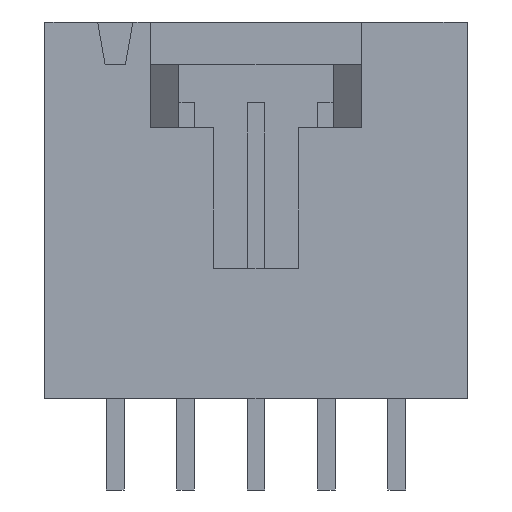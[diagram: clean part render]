
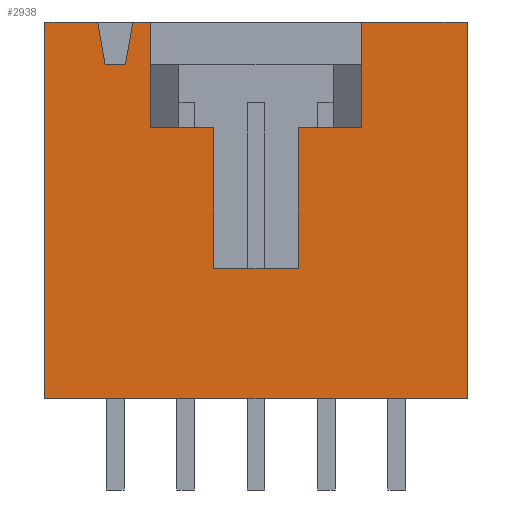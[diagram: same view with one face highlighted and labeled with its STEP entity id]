
A CAD part, front view. The second image highlights one B-rep face of the part: STEP entity #2938.
In plain terms, the highlighted planar face has unit normal (0, -1, 0).
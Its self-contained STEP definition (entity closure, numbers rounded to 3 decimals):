
#1614=CARTESIAN_POINT('',(7.62,-2.54,13.589));
#1615=VERTEX_POINT('',#1614);
#1622=CARTESIAN_POINT('',(7.62,-2.54,0.));
#1623=VERTEX_POINT('',#1622);
#1624=CARTESIAN_POINT('',(7.62,-2.54,0.));
#1625=DIRECTION('',(0.0,0.0,1.0));
#1626=VECTOR('',#1625,13.589);
#1627=LINE('',#1624,#1626);
#1628=EDGE_CURVE('',#1623,#1615,#1627,.T.);
#2002=CARTESIAN_POINT('',(-7.62,-2.54,13.589));
#2003=VERTEX_POINT('',#2002);
#2010=CARTESIAN_POINT('',(-5.715,-2.54,13.589));
#2011=VERTEX_POINT('',#2010);
#2012=CARTESIAN_POINT('',(-5.715,-2.54,13.589));
#2013=DIRECTION('',(-1.0,0.0,0.0));
#2014=VECTOR('',#2013,1.905);
#2015=LINE('',#2012,#2014);
#2016=EDGE_CURVE('',#2011,#2003,#2015,.T.);
#2034=CARTESIAN_POINT('',(-4.445,-2.54,13.589));
#2035=VERTEX_POINT('',#2034);
#2042=CARTESIAN_POINT('',(-3.81,-2.54,13.589));
#2043=VERTEX_POINT('',#2042);
#2044=CARTESIAN_POINT('',(-3.81,-2.54,13.589));
#2045=DIRECTION('',(-1.0,0.0,0.0));
#2046=VECTOR('',#2045,0.635);
#2047=LINE('',#2044,#2046);
#2048=EDGE_CURVE('',#2043,#2035,#2047,.T.);
#2066=CARTESIAN_POINT('',(3.81,-2.54,13.589));
#2067=VERTEX_POINT('',#2066);
#2074=CARTESIAN_POINT('',(7.62,-2.54,13.589));
#2075=DIRECTION('',(-1.0,0.0,0.0));
#2076=VECTOR('',#2075,3.81);
#2077=LINE('',#2074,#2076);
#2078=EDGE_CURVE('',#1615,#2067,#2077,.T.);
#2311=CARTESIAN_POINT('',(-7.62,-2.54,0.));
#2312=VERTEX_POINT('',#2311);
#2319=CARTESIAN_POINT('',(-7.62,-2.54,0.));
#2320=DIRECTION('',(0.0,0.0,1.0));
#2321=VECTOR('',#2320,13.589);
#2322=LINE('',#2319,#2321);
#2323=EDGE_CURVE('',#2312,#2003,#2322,.T.);
#2688=CARTESIAN_POINT('',(-1.524,-2.54,4.699));
#2689=VERTEX_POINT('',#2688);
#2696=CARTESIAN_POINT('',(1.524,-2.54,4.699));
#2697=VERTEX_POINT('',#2696);
#2698=CARTESIAN_POINT('',(1.524,-2.54,4.699));
#2699=DIRECTION('',(-1.0,0.0,0.0));
#2700=VECTOR('',#2699,3.048);
#2701=LINE('',#2698,#2700);
#2702=EDGE_CURVE('',#2697,#2689,#2701,.T.);
#2830=CARTESIAN_POINT('',(7.62,-2.54,0.));
#2831=DIRECTION('',(-1.0,0.0,0.0));
#2832=VECTOR('',#2831,15.24);
#2833=LINE('',#2830,#2832);
#2834=EDGE_CURVE('',#1623,#2312,#2833,.T.);
#2842=CARTESIAN_POINT('',(8.382,-2.54,-0.679));
#2843=DIRECTION('',(0.0,-1.0,0.0));
#2844=DIRECTION('',(0.0,0.0,1.0));
#2845=AXIS2_PLACEMENT_3D('',#2842,#2843,#2844);
#2846=PLANE('',#2845);
#2847=ORIENTED_EDGE('',*,*,#2016,.T.);
#2848=ORIENTED_EDGE('',*,*,#2323,.F.);
#2849=ORIENTED_EDGE('',*,*,#2834,.F.);
#2850=ORIENTED_EDGE('',*,*,#1628,.T.);
#2851=ORIENTED_EDGE('',*,*,#2078,.T.);
#2852=CARTESIAN_POINT('',(3.81,-2.54,9.779));
#2853=VERTEX_POINT('',#2852);
#2854=CARTESIAN_POINT('',(3.81,-2.54,13.589));
#2855=DIRECTION('',(0.0,0.0,-1.0));
#2856=VECTOR('',#2855,3.81);
#2857=LINE('',#2854,#2856);
#2858=EDGE_CURVE('',#2067,#2853,#2857,.T.);
#2859=ORIENTED_EDGE('',*,*,#2858,.T.);
#2860=CARTESIAN_POINT('',(2.794,-2.54,9.779));
#2861=VERTEX_POINT('',#2860);
#2862=CARTESIAN_POINT('',(3.81,-2.54,9.779));
#2863=DIRECTION('',(-1.0,0.0,0.0));
#2864=VECTOR('',#2863,1.016);
#2865=LINE('',#2862,#2864);
#2866=EDGE_CURVE('',#2853,#2861,#2865,.T.);
#2867=ORIENTED_EDGE('',*,*,#2866,.T.);
#2868=CARTESIAN_POINT('',(1.524,-2.54,9.779));
#2869=VERTEX_POINT('',#2868);
#2870=CARTESIAN_POINT('',(2.794,-2.54,9.779));
#2871=DIRECTION('',(-1.0,0.0,0.0));
#2872=VECTOR('',#2871,1.27);
#2873=LINE('',#2870,#2872);
#2874=EDGE_CURVE('',#2861,#2869,#2873,.T.);
#2875=ORIENTED_EDGE('',*,*,#2874,.T.);
#2876=CARTESIAN_POINT('',(1.524,-2.54,9.779));
#2877=DIRECTION('',(0.0,0.0,-1.0));
#2878=VECTOR('',#2877,5.08);
#2879=LINE('',#2876,#2878);
#2880=EDGE_CURVE('',#2869,#2697,#2879,.T.);
#2881=ORIENTED_EDGE('',*,*,#2880,.T.);
#2882=ORIENTED_EDGE('',*,*,#2702,.T.);
#2883=CARTESIAN_POINT('',(-1.524,-2.54,9.779));
#2884=VERTEX_POINT('',#2883);
#2885=CARTESIAN_POINT('',(-1.524,-2.54,9.779));
#2886=DIRECTION('',(0.0,0.0,-1.0));
#2887=VECTOR('',#2886,5.08);
#2888=LINE('',#2885,#2887);
#2889=EDGE_CURVE('',#2884,#2689,#2888,.T.);
#2890=ORIENTED_EDGE('',*,*,#2889,.F.);
#2891=CARTESIAN_POINT('',(-2.794,-2.54,9.779));
#2892=VERTEX_POINT('',#2891);
#2893=CARTESIAN_POINT('',(-1.524,-2.54,9.779));
#2894=DIRECTION('',(-1.0,0.0,0.0));
#2895=VECTOR('',#2894,1.27);
#2896=LINE('',#2893,#2895);
#2897=EDGE_CURVE('',#2884,#2892,#2896,.T.);
#2898=ORIENTED_EDGE('',*,*,#2897,.T.);
#2899=CARTESIAN_POINT('',(-3.81,-2.54,9.779));
#2900=VERTEX_POINT('',#2899);
#2901=CARTESIAN_POINT('',(-2.794,-2.54,9.779));
#2902=DIRECTION('',(-1.0,0.0,0.0));
#2903=VECTOR('',#2902,1.016);
#2904=LINE('',#2901,#2903);
#2905=EDGE_CURVE('',#2892,#2900,#2904,.T.);
#2906=ORIENTED_EDGE('',*,*,#2905,.T.);
#2907=CARTESIAN_POINT('',(-3.81,-2.54,13.589));
#2908=DIRECTION('',(0.0,0.0,-1.0));
#2909=VECTOR('',#2908,3.81);
#2910=LINE('',#2907,#2909);
#2911=EDGE_CURVE('',#2043,#2900,#2910,.T.);
#2912=ORIENTED_EDGE('',*,*,#2911,.F.);
#2913=ORIENTED_EDGE('',*,*,#2048,.T.);
#2914=CARTESIAN_POINT('',(-4.714,-2.54,12.065));
#2915=VERTEX_POINT('',#2914);
#2916=CARTESIAN_POINT('',(-4.714,-2.54,12.065));
#2917=DIRECTION('',(0.174,0.0,0.985));
#2918=VECTOR('',#2917,1.548);
#2919=LINE('',#2916,#2918);
#2920=EDGE_CURVE('',#2915,#2035,#2919,.T.);
#2921=ORIENTED_EDGE('',*,*,#2920,.F.);
#2922=CARTESIAN_POINT('',(-5.446,-2.54,12.065));
#2923=VERTEX_POINT('',#2922);
#2924=CARTESIAN_POINT('',(-5.446,-2.54,12.065));
#2925=DIRECTION('',(1.0,0.0,0.0));
#2926=VECTOR('',#2925,0.733);
#2927=LINE('',#2924,#2926);
#2928=EDGE_CURVE('',#2923,#2915,#2927,.T.);
#2929=ORIENTED_EDGE('',*,*,#2928,.F.);
#2930=CARTESIAN_POINT('',(-5.715,-2.54,13.589));
#2931=DIRECTION('',(0.174,0.0,-0.985));
#2932=VECTOR('',#2931,1.548);
#2933=LINE('',#2930,#2932);
#2934=EDGE_CURVE('',#2011,#2923,#2933,.T.);
#2935=ORIENTED_EDGE('',*,*,#2934,.F.);
#2936=EDGE_LOOP('',(#2847,#2848,#2849,#2850,#2851,#2859,#2867,#2875,#2881,#2882,#2890,#2898,#2906,#2912,#2913,#2921,#2929,#2935));
#2937=FACE_OUTER_BOUND('',#2936,.T.);
#2938=ADVANCED_FACE('',(#2937),#2846,.T.);
